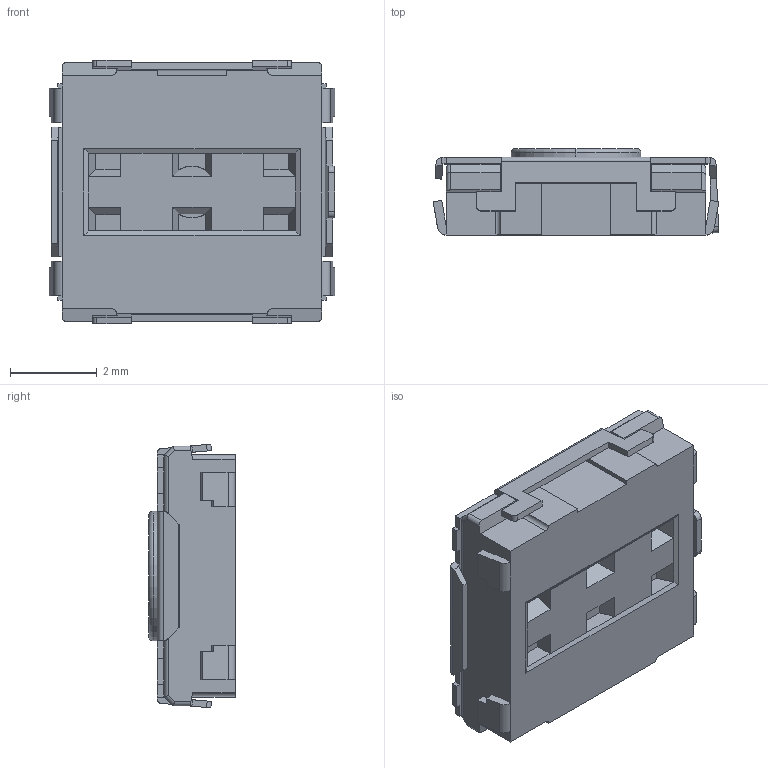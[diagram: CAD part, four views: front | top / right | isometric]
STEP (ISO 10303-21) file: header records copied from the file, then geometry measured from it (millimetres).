
FILE_DESCRIPTION (( 'STEP AP203' ), '1' );
FILE_NAME ('EVQQ2D01W.STEP', '2013-07-30T07:06:41', 'SwSTEP 2.0', 'SolidWorks 2012', '' );
FILE_SCHEMA (( 'CONFIG_CONTROL_DESIGN' ));
Length unit declared in the file: millimetre
Products named in the file (1): EVQQ2D01W
Bounding box: 6.6 x 2 x 6.1 mm (x, y, z)
Volume: 61.5 mm3; surface area: 185 mm2
Topology: 1 solids, 1 shells, 223 faces, 601 edges, 386 vertices
Faces by surface type: plane 174, cylinder 40, cone 7, torus 2
Entity records: 6938 total; most frequent: CARTESIAN_POINT 1283, ORIENTED_EDGE 1202, DIRECTION 1099, EDGE_CURVE 601, LINE 503, VECTOR 503, VERTEX_POINT 386, AXIS2_PLACEMENT_3D 298
